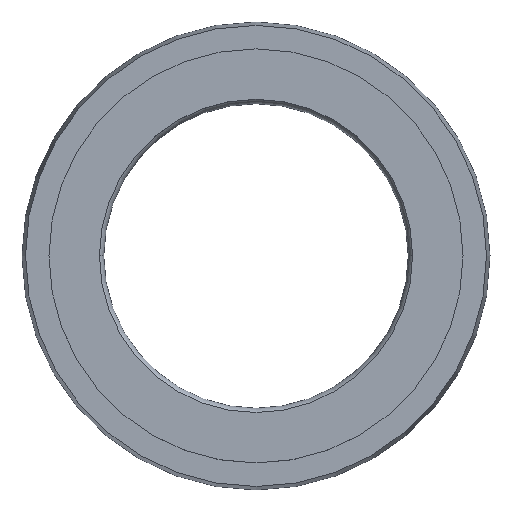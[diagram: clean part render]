
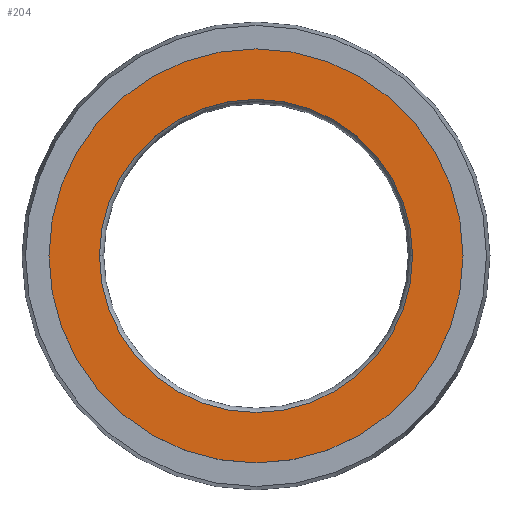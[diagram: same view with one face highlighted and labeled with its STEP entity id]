
A CAD part, top view. The second image highlights one B-rep face of the part: STEP entity #204.
In plain terms, the highlighted planar face has unit normal (0, 0, 1).
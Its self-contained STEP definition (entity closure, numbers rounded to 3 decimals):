
#21 = FACE_BOUND ( 'NONE', #244, .T. ) ;
#41 = VERTEX_POINT ( 'NONE', #428 ) ;
#71 = AXIS2_PLACEMENT_3D ( 'NONE', #206, #611, #608 ) ;
#79 = PLANE ( 'NONE',  #416 ) ;
#87 = CARTESIAN_POINT ( 'NONE',  ( 11.9, 0., 0. ) ) ;
#99 = DIRECTION ( 'NONE',  ( 1., 0., 0. ) ) ;
#107 = AXIS2_PLACEMENT_3D ( 'NONE', #154, #258, #310 ) ;
#123 = EDGE_CURVE ( 'NONE', #41, #493, #329, .T. ) ;
#129 = DIRECTION ( 'NONE',  ( 0., 0., -1. ) ) ;
#141 = DIRECTION ( 'NONE',  ( 0., 0., 1. ) ) ;
#154 = CARTESIAN_POINT ( 'NONE',  ( 0., 0., 0. ) ) ;
#204 = ADVANCED_FACE ( 'NONE', ( #21, #558 ), #79, .F. ) ;
#206 = CARTESIAN_POINT ( 'NONE',  ( 0., 0., 0. ) ) ;
#244 = EDGE_LOOP ( 'NONE', ( #484, #299 ) ) ;
#258 = DIRECTION ( 'NONE',  ( 0., 0., 1. ) ) ;
#280 = EDGE_CURVE ( 'NONE', #297, #306, #518, .T. ) ;
#296 = DIRECTION ( 'NONE',  ( 1., 0., 0. ) ) ;
#297 = VERTEX_POINT ( 'NONE', #406 ) ;
#299 = ORIENTED_EDGE ( 'NONE', *, *, #280, .F. ) ;
#303 = AXIS2_PLACEMENT_3D ( 'NONE', #445, #488, #296 ) ;
#306 = VERTEX_POINT ( 'NONE', #641 ) ;
#308 = EDGE_CURVE ( 'NONE', #306, #297, #403, .T. ) ;
#310 = DIRECTION ( 'NONE',  ( 1., 0., 0. ) ) ;
#317 = AXIS2_PLACEMENT_3D ( 'NONE', #491, #141, #99 ) ;
#328 = EDGE_CURVE ( 'NONE', #493, #41, #464, .T. ) ;
#329 = CIRCLE ( 'NONE', #71, 11.9 ) ;
#345 = DIRECTION ( 'NONE',  ( -1., 0., 0. ) ) ;
#399 = EDGE_LOOP ( 'NONE', ( #514, #617 ) ) ;
#403 = CIRCLE ( 'NONE', #317, 9. ) ;
#406 = CARTESIAN_POINT ( 'NONE',  ( -9., 0., 0. ) ) ;
#416 = AXIS2_PLACEMENT_3D ( 'NONE', #577, #129, #345 ) ;
#428 = CARTESIAN_POINT ( 'NONE',  ( -11.9, 0., 0. ) ) ;
#445 = CARTESIAN_POINT ( 'NONE',  ( 0., 0., 0. ) ) ;
#464 = CIRCLE ( 'NONE', #107, 11.9 ) ;
#484 = ORIENTED_EDGE ( 'NONE', *, *, #308, .F. ) ;
#488 = DIRECTION ( 'NONE',  ( 0., 0., 1. ) ) ;
#491 = CARTESIAN_POINT ( 'NONE',  ( 0., 0., 0. ) ) ;
#493 = VERTEX_POINT ( 'NONE', #87 ) ;
#514 = ORIENTED_EDGE ( 'NONE', *, *, #328, .T. ) ;
#518 = CIRCLE ( 'NONE', #303, 9. ) ;
#558 = FACE_OUTER_BOUND ( 'NONE', #399, .T. ) ;
#577 = CARTESIAN_POINT ( 'NONE',  ( 0., 0., 0. ) ) ;
#608 = DIRECTION ( 'NONE',  ( 1., 0., 0. ) ) ;
#611 = DIRECTION ( 'NONE',  ( 0., 0., 1. ) ) ;
#617 = ORIENTED_EDGE ( 'NONE', *, *, #123, .T. ) ;
#641 = CARTESIAN_POINT ( 'NONE',  ( 9., 0., 0. ) ) ;
